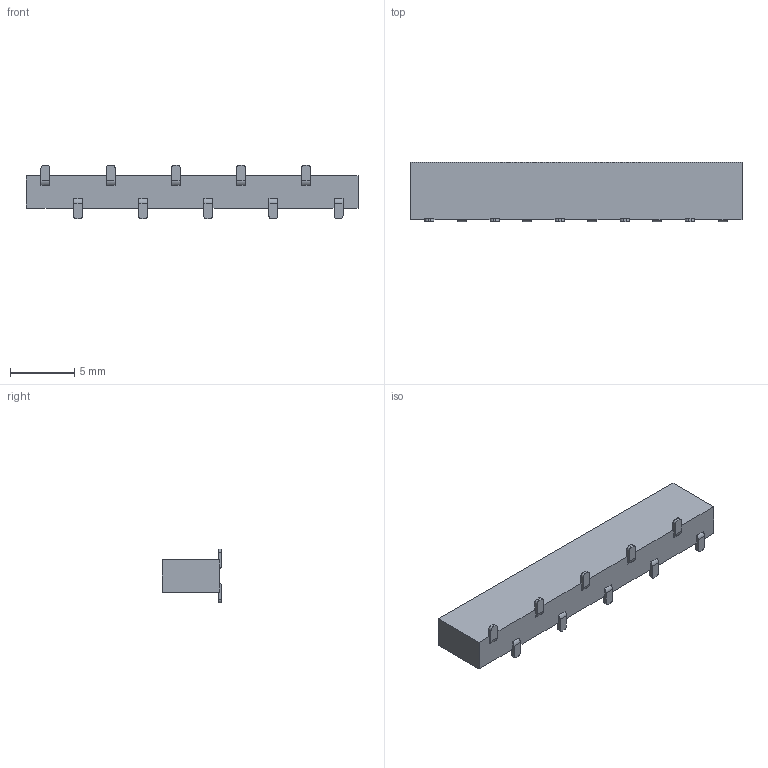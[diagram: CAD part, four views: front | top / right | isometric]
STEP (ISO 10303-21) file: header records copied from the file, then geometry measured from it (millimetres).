
FILE_DESCRIPTION( ('This file contains a STEP AP42 implementation' ,'as created by ZW3D STEP Interface translator.') ,'2;1' );
FILE_NAME( '2145-1XXMXXCUNX1.stp' ,'23 420.1119 1', (''), ('ZWCAD Software Co.'), 'Version 1.0', 'ZW3D to STEP translator', '' );
FILE_SCHEMA(('AUTOMOTIVE_DESIGN { 1 0 10303 214 1 1 1 1 }'));
Length unit declared in the file: millimetre
Products named in the file (2): 0; 2145-120MXXCUNX1
Bounding box: 25.9 x 4.65 x 4.2 mm (x, y, z)
Volume: 227.8 mm3; surface area: 840.5 mm2
Topology: 1 solids, 1 shells, 786 faces, 2376 edges, 1572 vertices
Faces by surface type: plane 536, cylinder 170, bspline 80
Entity records: 37664 total; most frequent: CARTESIAN_POINT 20065, ORIENTED_EDGE 4912, EDGE_CURVE 2376, B_SPLINE_CURVE_WITH_KNOTS 2244, VERTEX_POINT 1572, DIRECTION 1546, EDGE_LOOP 826, FACE_OUTER_BOUND 786
